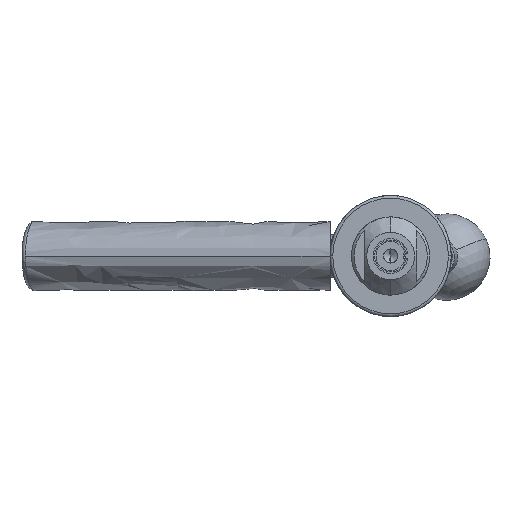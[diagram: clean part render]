
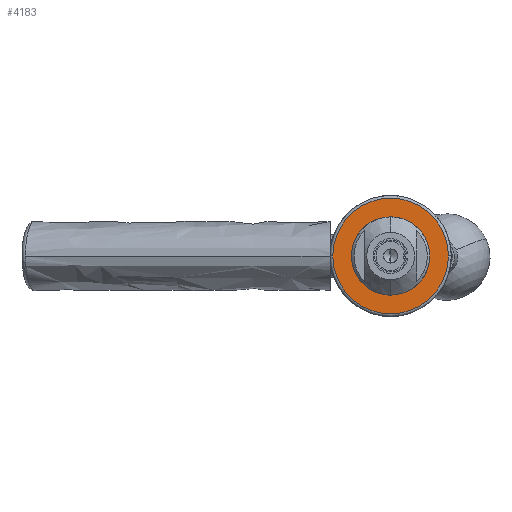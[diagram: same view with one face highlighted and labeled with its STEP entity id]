
A CAD part, left-side view. The second image highlights one B-rep face of the part: STEP entity #4183.
In plain terms, the highlighted planar face has unit normal (-1, 0, 0).
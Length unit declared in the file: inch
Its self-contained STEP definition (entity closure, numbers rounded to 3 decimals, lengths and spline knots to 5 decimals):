
#45 = FACE_BOUND ( 'NONE', #934, .T. ) ;
#836 = DIRECTION ( 'NONE',  ( -1., 0., 0. ) ) ;
#934 = EDGE_LOOP ( 'NONE', ( #11546, #9305 ) ) ;
#1275 = CIRCLE ( 'NONE', #9871, 0.835 ) ;
#1281 = FACE_OUTER_BOUND ( 'NONE', #12523, .T. ) ;
#1629 = CIRCLE ( 'NONE', #4295, 0.27344 ) ;
#2742 = EDGE_CURVE ( 'NONE', #13930, #13491, #11673, .T. ) ;
#3560 = EDGE_CURVE ( 'NONE', #13491, #13930, #1275, .T. ) ;
#4183 = ADVANCED_FACE ( 'NONE', ( #45, #1281 ), #7509, .F. ) ;
#4295 = AXIS2_PLACEMENT_3D ( 'NONE', #13759, #16629, #5081 ) ;
#4430 = AXIS2_PLACEMENT_3D ( 'NONE', #14199, #6528, #6190 ) ;
#5081 = DIRECTION ( 'NONE',  ( 0., 0., -1. ) ) ;
#5714 = DIRECTION ( 'NONE',  ( 0., -1., 0. ) ) ;
#6066 = CIRCLE ( 'NONE', #12813, 0.27344 ) ;
#6190 = DIRECTION ( 'NONE',  ( 0., -1., 0. ) ) ;
#6291 = EDGE_CURVE ( 'NONE', #13157, #7436, #1629, .T. ) ;
#6485 = DIRECTION ( 'NONE',  ( 0., 0., -1. ) ) ;
#6528 = DIRECTION ( 'NONE',  ( -1., 0., 0. ) ) ;
#7323 = CARTESIAN_POINT ( 'NONE',  ( -3.921, 0.835, 0. ) ) ;
#7436 = VERTEX_POINT ( 'NONE', #9562 ) ;
#7509 = PLANE ( 'NONE',  #9107 ) ;
#8876 = CARTESIAN_POINT ( 'NONE',  ( -3.921, 0., 0. ) ) ;
#9107 = AXIS2_PLACEMENT_3D ( 'NONE', #16431, #15156, #12632 ) ;
#9305 = ORIENTED_EDGE ( 'NONE', *, *, #12588, .F. ) ;
#9562 = CARTESIAN_POINT ( 'NONE',  ( -3.921, 0., 0.27344 ) ) ;
#9871 = AXIS2_PLACEMENT_3D ( 'NONE', #12379, #836, #5714 ) ;
#10042 = CARTESIAN_POINT ( 'NONE',  ( -3.921, -0.835, 0. ) ) ;
#11546 = ORIENTED_EDGE ( 'NONE', *, *, #6291, .F. ) ;
#11673 = CIRCLE ( 'NONE', #4430, 0.835 ) ;
#12379 = CARTESIAN_POINT ( 'NONE',  ( -3.921, 0., 0. ) ) ;
#12523 = EDGE_LOOP ( 'NONE', ( #12737, #14416 ) ) ;
#12588 = EDGE_CURVE ( 'NONE', #7436, #13157, #6066, .T. ) ;
#12632 = DIRECTION ( 'NONE',  ( 0., -1., 0. ) ) ;
#12737 = ORIENTED_EDGE ( 'NONE', *, *, #2742, .T. ) ;
#12813 = AXIS2_PLACEMENT_3D ( 'NONE', #8876, #14328, #6485 ) ;
#13157 = VERTEX_POINT ( 'NONE', #15513 ) ;
#13491 = VERTEX_POINT ( 'NONE', #7323 ) ;
#13759 = CARTESIAN_POINT ( 'NONE',  ( -3.921, 0., 0. ) ) ;
#13930 = VERTEX_POINT ( 'NONE', #10042 ) ;
#14199 = CARTESIAN_POINT ( 'NONE',  ( -3.921, 0., 0. ) ) ;
#14328 = DIRECTION ( 'NONE',  ( -1., 0., 0. ) ) ;
#14416 = ORIENTED_EDGE ( 'NONE', *, *, #3560, .T. ) ;
#15156 = DIRECTION ( 'NONE',  ( 1., 0., 0. ) ) ;
#15513 = CARTESIAN_POINT ( 'NONE',  ( -3.921, 0., -0.27344 ) ) ;
#16431 = CARTESIAN_POINT ( 'NONE',  ( -3.921, -0.875, 0. ) ) ;
#16629 = DIRECTION ( 'NONE',  ( -1., 0., 0. ) ) ;
